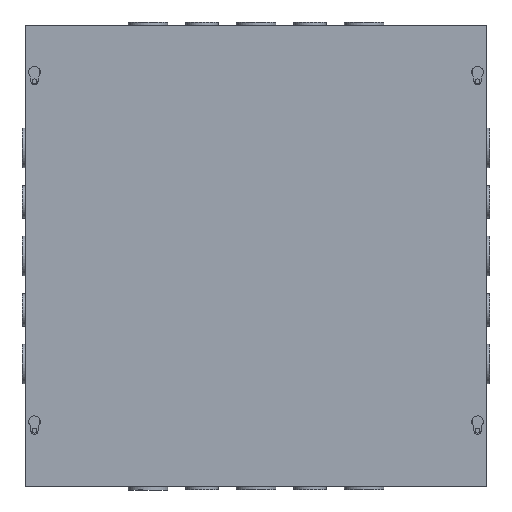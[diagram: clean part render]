
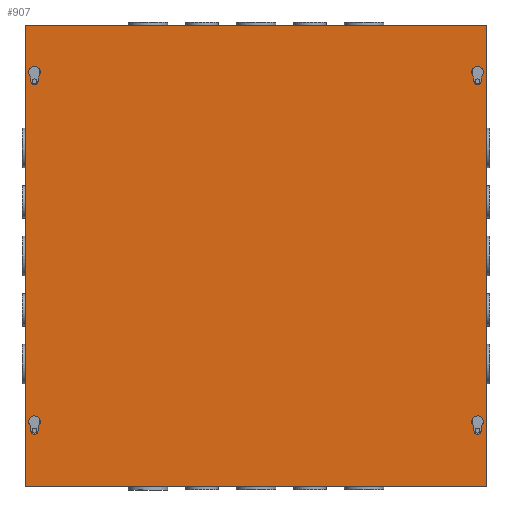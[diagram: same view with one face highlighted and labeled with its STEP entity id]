
A CAD part, front view. The second image highlights one B-rep face of the part: STEP entity #907.
In plain terms, the highlighted planar face has unit normal (0, -1, 0).
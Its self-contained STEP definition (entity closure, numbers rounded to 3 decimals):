
#907 = ADVANCED_FACE( '', ( #2010, #2011, #2012, #2013, #2014 ), #2015, .T. );
#2010 = FACE_BOUND( '', #3314, .T. );
#2011 = FACE_BOUND( '', #3315, .T. );
#2012 = FACE_OUTER_BOUND( '', #3316, .T. );
#2013 = FACE_BOUND( '', #3317, .T. );
#2014 = FACE_BOUND( '', #3318, .T. );
#2015 = PLANE( '', #3319 );
#3314 = EDGE_LOOP( '', ( #5553, #5554, #5555, #5556 ) );
#3315 = EDGE_LOOP( '', ( #5557, #5558, #5559, #5560 ) );
#3316 = EDGE_LOOP( '', ( #5561, #5562, #5563, #5564 ) );
#3317 = EDGE_LOOP( '', ( #5565, #5566, #5567, #5568 ) );
#3318 = EDGE_LOOP( '', ( #5569, #5570, #5571, #5572 ) );
#3319 = AXIS2_PLACEMENT_3D( '', #5573, #5574, #5575 );
#5553 = ORIENTED_EDGE( '', *, *, #7520, .T. );
#5554 = ORIENTED_EDGE( '', *, *, #7233, .T. );
#5555 = ORIENTED_EDGE( '', *, *, #6852, .T. );
#5556 = ORIENTED_EDGE( '', *, *, #7247, .T. );
#5557 = ORIENTED_EDGE( '', *, *, #7521, .T. );
#5558 = ORIENTED_EDGE( '', *, *, #7522, .T. );
#5559 = ORIENTED_EDGE( '', *, *, #7259, .T. );
#5560 = ORIENTED_EDGE( '', *, *, #7523, .T. );
#5561 = ORIENTED_EDGE( '', *, *, #6822, .T. );
#5562 = ORIENTED_EDGE( '', *, *, #6829, .T. );
#5563 = ORIENTED_EDGE( '', *, *, #7426, .T. );
#5564 = ORIENTED_EDGE( '', *, *, #7491, .T. );
#5565 = ORIENTED_EDGE( '', *, *, #7524, .T. );
#5566 = ORIENTED_EDGE( '', *, *, #7525, .T. );
#5567 = ORIENTED_EDGE( '', *, *, #7475, .T. );
#5568 = ORIENTED_EDGE( '', *, *, #7496, .T. );
#5569 = ORIENTED_EDGE( '', *, *, #7355, .T. );
#5570 = ORIENTED_EDGE( '', *, *, #7457, .T. );
#5571 = ORIENTED_EDGE( '', *, *, #7267, .T. );
#5572 = ORIENTED_EDGE( '', *, *, #7332, .T. );
#5573 = CARTESIAN_POINT( '', ( 0., 0., 0. ) );
#5574 = DIRECTION( '', ( 0., -1., 0. ) );
#5575 = DIRECTION( '', ( 0., 0., -1. ) );
#6822 = EDGE_CURVE( '', #7958, #7959, #7960, .T. );
#6829 = EDGE_CURVE( '', #7959, #7969, #7970, .T. );
#6852 = EDGE_CURVE( '', #8013, #8011, #8014, .T. );
#7233 = EDGE_CURVE( '', #8629, #8013, #8630, .T. );
#7247 = EDGE_CURVE( '', #8011, #8649, #8651, .T. );
#7259 = EDGE_CURVE( '', #8670, #8668, #8671, .T. );
#7267 = EDGE_CURVE( '', #8684, #8682, #8685, .T. );
#7332 = EDGE_CURVE( '', #8682, #8773, #8775, .T. );
#7355 = EDGE_CURVE( '', #8773, #8806, #8808, .T. );
#7426 = EDGE_CURVE( '', #7969, #8909, #8910, .T. );
#7457 = EDGE_CURVE( '', #8806, #8684, #8950, .T. );
#7475 = EDGE_CURVE( '', #8974, #8972, #8975, .T. );
#7491 = EDGE_CURVE( '', #8909, #7958, #8999, .T. );
#7496 = EDGE_CURVE( '', #8972, #9004, #9006, .T. );
#7520 = EDGE_CURVE( '', #8649, #8629, #9035, .T. );
#7521 = EDGE_CURVE( '', #9036, #9037, #9038, .T. );
#7522 = EDGE_CURVE( '', #9037, #8670, #9039, .T. );
#7523 = EDGE_CURVE( '', #8668, #9036, #9040, .T. );
#7524 = EDGE_CURVE( '', #9004, #9041, #9042, .T. );
#7525 = EDGE_CURVE( '', #9041, #8974, #9043, .T. );
#7958 = VERTEX_POINT( '', #9610 );
#7959 = VERTEX_POINT( '', #9611 );
#7960 = LINE( '', #9612, #9613 );
#7969 = VERTEX_POINT( '', #9625 );
#7970 = LINE( '', #9626, #9627 );
#8011 = VERTEX_POINT( '', #9683 );
#8013 = VERTEX_POINT( '', #9686 );
#8014 = LINE( '', #9687, #9688 );
#8629 = VERTEX_POINT( '', #10521 );
#8630 = CIRCLE( '', #10522, 3.175 );
#8649 = VERTEX_POINT( '', #10544 );
#8651 = CIRCLE( '', #10547, 5.156 );
#8668 = VERTEX_POINT( '', #10569 );
#8670 = VERTEX_POINT( '', #10572 );
#8671 = LINE( '', #10573, #10574 );
#8682 = VERTEX_POINT( '', #10587 );
#8684 = VERTEX_POINT( '', #10590 );
#8685 = LINE( '', #10591, #10592 );
#8773 = VERTEX_POINT( '', #10710 );
#8775 = CIRCLE( '', #10713, 5.156 );
#8806 = VERTEX_POINT( '', #10749 );
#8808 = LINE( '', #10752, #10753 );
#8909 = VERTEX_POINT( '', #10900 );
#8910 = LINE( '', #10901, #10902 );
#8950 = CIRCLE( '', #10952, 3.175 );
#8972 = VERTEX_POINT( '', #10980 );
#8974 = VERTEX_POINT( '', #10983 );
#8975 = LINE( '', #10984, #10985 );
#8999 = LINE( '', #11013, #11014 );
#9004 = VERTEX_POINT( '', #11020 );
#9006 = CIRCLE( '', #11023, 5.156 );
#9035 = LINE( '', #11062, #11063 );
#9036 = VERTEX_POINT( '', #11064 );
#9037 = VERTEX_POINT( '', #11065 );
#9038 = LINE( '', #11066, #11067 );
#9039 = CIRCLE( '', #11068, 3.175 );
#9040 = CIRCLE( '', #11069, 5.156 );
#9041 = VERTEX_POINT( '', #11070 );
#9042 = LINE( '', #11071, #11072 );
#9043 = CIRCLE( '', #11073, 3.175 );
#9610 = CARTESIAN_POINT( '', ( -203.2, 0., 203.2 ) );
#9611 = CARTESIAN_POINT( '', ( -203.2, 0., -203.2 ) );
#9612 = CARTESIAN_POINT( '', ( -203.2, 0., 203.2 ) );
#9613 = VECTOR( '', #11610, 1000. );
#9625 = CARTESIAN_POINT( '', ( 203.2, 0., -203.2 ) );
#9626 = CARTESIAN_POINT( '', ( -203.2, 0., -203.2 ) );
#9627 = VECTOR( '', #11617, 1000. );
#9683 = CARTESIAN_POINT( '', ( 192.1, 0., -150.125 ) );
#9686 = CARTESIAN_POINT( '', ( 192.1, 0., -153.988 ) );
#9687 = CARTESIAN_POINT( '', ( 192.1, 0., -153.988 ) );
#9688 = VECTOR( '', #11646, 1000. );
#10521 = CARTESIAN_POINT( '', ( 198.45, 0., -153.988 ) );
#10522 = AXIS2_PLACEMENT_3D( '', #12127, #12128, #12129 );
#10544 = CARTESIAN_POINT( '', ( 198.45, 0., -150.125 ) );
#10547 = AXIS2_PLACEMENT_3D( '', #12149, #12150, #12151 );
#10569 = CARTESIAN_POINT( '', ( -198.45, 0., -150.125 ) );
#10572 = CARTESIAN_POINT( '', ( -198.45, 0., -153.988 ) );
#10573 = CARTESIAN_POINT( '', ( -198.45, 0., -153.988 ) );
#10574 = VECTOR( '', #12164, 1000. );
#10587 = CARTESIAN_POINT( '', ( 192.1, 0., 157.85 ) );
#10590 = CARTESIAN_POINT( '', ( 192.1, 0., 153.988 ) );
#10591 = CARTESIAN_POINT( '', ( 192.1, 0., 153.988 ) );
#10592 = VECTOR( '', #12174, 1000. );
#10710 = CARTESIAN_POINT( '', ( 198.45, 0., 157.85 ) );
#10713 = AXIS2_PLACEMENT_3D( '', #12244, #12245, #12246 );
#10749 = CARTESIAN_POINT( '', ( 198.45, 0., 153.988 ) );
#10752 = CARTESIAN_POINT( '', ( 198.45, 0., 153.988 ) );
#10753 = VECTOR( '', #12274, 1000. );
#10900 = CARTESIAN_POINT( '', ( 203.2, 0., 203.2 ) );
#10901 = CARTESIAN_POINT( '', ( 203.2, 0., -203.2 ) );
#10902 = VECTOR( '', #12331, 1000. );
#10952 = AXIS2_PLACEMENT_3D( '', #12362, #12363, #12364 );
#10980 = CARTESIAN_POINT( '', ( -198.45, 0., 157.85 ) );
#10983 = CARTESIAN_POINT( '', ( -198.45, 0., 153.988 ) );
#10984 = CARTESIAN_POINT( '', ( -198.45, 0., 153.988 ) );
#10985 = VECTOR( '', #12384, 1000. );
#11013 = CARTESIAN_POINT( '', ( 203.2, 0., 203.2 ) );
#11014 = VECTOR( '', #12407, 1000. );
#11020 = CARTESIAN_POINT( '', ( -192.1, 0., 157.85 ) );
#11023 = AXIS2_PLACEMENT_3D( '', #12413, #12414, #12415 );
#11062 = CARTESIAN_POINT( '', ( 198.45, 0., -153.988 ) );
#11063 = VECTOR( '', #12438, 1000. );
#11064 = CARTESIAN_POINT( '', ( -192.1, 0., -150.125 ) );
#11065 = CARTESIAN_POINT( '', ( -192.1, 0., -153.988 ) );
#11066 = CARTESIAN_POINT( '', ( -192.1, 0., -153.988 ) );
#11067 = VECTOR( '', #12439, 1000. );
#11068 = AXIS2_PLACEMENT_3D( '', #12440, #12441, #12442 );
#11069 = AXIS2_PLACEMENT_3D( '', #12443, #12444, #12445 );
#11070 = CARTESIAN_POINT( '', ( -192.1, 0., 153.988 ) );
#11071 = CARTESIAN_POINT( '', ( -192.1, 0., 153.988 ) );
#11072 = VECTOR( '', #12446, 1000. );
#11073 = AXIS2_PLACEMENT_3D( '', #12447, #12448, #12449 );
#11610 = DIRECTION( '', ( 0., 0., -1. ) );
#11617 = DIRECTION( '', ( 1., 0., 0. ) );
#11646 = DIRECTION( '', ( 0., 0., 1. ) );
#12127 = CARTESIAN_POINT( '', ( 195.275, 0., -153.988 ) );
#12128 = DIRECTION( '', ( 0., 1., 0. ) );
#12129 = DIRECTION( '', ( 1., 0., 0. ) );
#12149 = CARTESIAN_POINT( '', ( 195.275, 0., -146.063 ) );
#12150 = DIRECTION( '', ( 0., 1., 0. ) );
#12151 = DIRECTION( '', ( 0., 0., -1. ) );
#12164 = DIRECTION( '', ( 0., 0., 1. ) );
#12174 = DIRECTION( '', ( 0., 0., 1. ) );
#12244 = CARTESIAN_POINT( '', ( 195.275, 0., 161.912 ) );
#12245 = DIRECTION( '', ( 0., 1., 0. ) );
#12246 = DIRECTION( '', ( 0., 0., -1. ) );
#12274 = DIRECTION( '', ( 0., 0., -1. ) );
#12331 = DIRECTION( '', ( 0., 0., 1. ) );
#12362 = CARTESIAN_POINT( '', ( 195.275, 0., 153.988 ) );
#12363 = DIRECTION( '', ( 0., 1., 0. ) );
#12364 = DIRECTION( '', ( 1., 0., 0. ) );
#12384 = DIRECTION( '', ( 0., 0., 1. ) );
#12407 = DIRECTION( '', ( -1., 0., 0. ) );
#12413 = CARTESIAN_POINT( '', ( -195.275, 0., 161.912 ) );
#12414 = DIRECTION( '', ( 0., 1., 0. ) );
#12415 = DIRECTION( '', ( 0., 0., -1. ) );
#12438 = DIRECTION( '', ( 0., 0., -1. ) );
#12439 = DIRECTION( '', ( 0., 0., -1. ) );
#12440 = CARTESIAN_POINT( '', ( -195.275, 0., -153.988 ) );
#12441 = DIRECTION( '', ( 0., 1., 0. ) );
#12442 = DIRECTION( '', ( 1., 0., 0. ) );
#12443 = CARTESIAN_POINT( '', ( -195.275, 0., -146.063 ) );
#12444 = DIRECTION( '', ( 0., 1., 0. ) );
#12445 = DIRECTION( '', ( 0., 0., -1. ) );
#12446 = DIRECTION( '', ( 0., 0., -1. ) );
#12447 = CARTESIAN_POINT( '', ( -195.275, 0., 153.988 ) );
#12448 = DIRECTION( '', ( 0., 1., 0. ) );
#12449 = DIRECTION( '', ( 1., 0., 0. ) );
